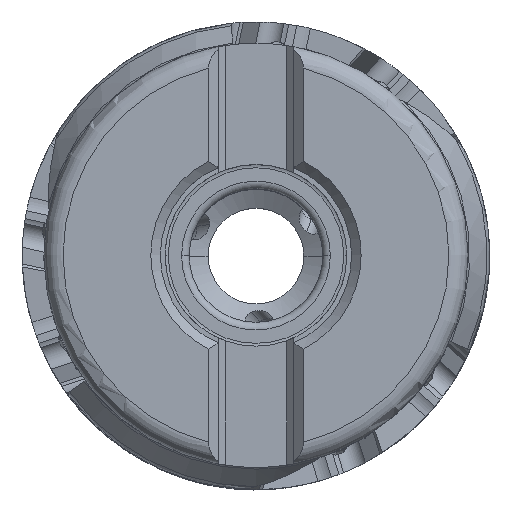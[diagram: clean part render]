
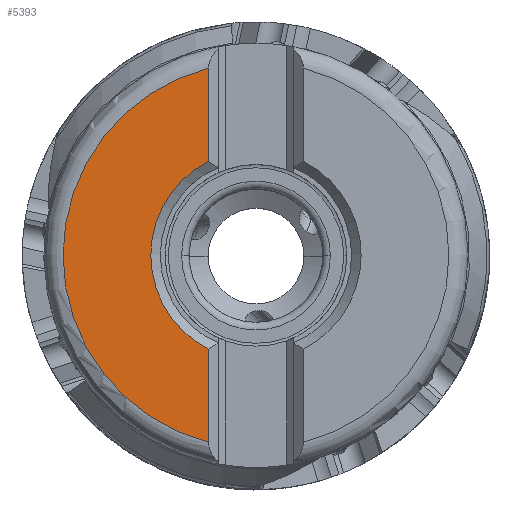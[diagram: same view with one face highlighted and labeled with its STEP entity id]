
A CAD part, top view. The second image highlights one B-rep face of the part: STEP entity #5393.
In plain terms, the highlighted planar face has unit normal (0, 0, 1).
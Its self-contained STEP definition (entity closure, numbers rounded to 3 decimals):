
#1435=PLANE('',#23975);
#3152=LINE('',#43781,#4321);
#3153=LINE('',#43783,#4322);
#4321=VECTOR('',#28528,1.);
#4322=VECTOR('',#28531,1.);
#5393=ADVANCED_FACE('',(#6589),#1435,.T.);
#6589=FACE_OUTER_BOUND('',#7818,.T.);
#7818=EDGE_LOOP('',(#12264,#12265,#12266,#12267,#12268));
#12264=ORIENTED_EDGE('',*,*,#19690,.F.);
#12265=ORIENTED_EDGE('',*,*,#19687,.T.);
#12266=ORIENTED_EDGE('',*,*,#19691,.F.);
#12267=ORIENTED_EDGE('',*,*,#19692,.T.);
#12268=ORIENTED_EDGE('',*,*,#19693,.T.);
#16724=VERTEX_POINT('',#43759);
#16725=VERTEX_POINT('',#43761);
#16726=VERTEX_POINT('',#43780);
#16727=VERTEX_POINT('',#43784);
#16728=VERTEX_POINT('',#43786);
#19687=EDGE_CURVE('',#16725,#16724,#21747,.T.);
#19690=EDGE_CURVE('',#16725,#16726,#3152,.T.);
#19691=EDGE_CURVE('',#16727,#16724,#3153,.T.);
#19692=EDGE_CURVE('',#16727,#16728,#21748,.T.);
#19693=EDGE_CURVE('',#16728,#16726,#21749,.T.);
#21747=CIRCLE('',#23970,20.225);
#21748=CIRCLE('',#23973,11.025);
#21749=CIRCLE('',#23974,11.025);
#23970=AXIS2_PLACEMENT_3D('',#43760,#28524,#28525);
#23973=AXIS2_PLACEMENT_3D('',#43785,#28532,#28533);
#23974=AXIS2_PLACEMENT_3D('',#43787,#28534,#28535);
#23975=AXIS2_PLACEMENT_3D('',#43788,#28536,#28537);
#28524=DIRECTION('',(0.,0.,1.));
#28525=DIRECTION('',(-0.246,0.969,0.));
#28528=DIRECTION('',(0.,-1.,0.));
#28531=DIRECTION('',(0.,-1.,0.));
#28532=DIRECTION('',(0.,0.,-1.));
#28533=DIRECTION('',(-0.451,-0.893,0.));
#28534=DIRECTION('',(0.,0.,-1.));
#28535=DIRECTION('',(-1.,0.,0.));
#28536=DIRECTION('',(0.,0.,1.));
#28537=DIRECTION('',(0.,-1.,0.));
#43759=CARTESIAN_POINT('',(-4.97,-19.605,0.));
#43760=CARTESIAN_POINT('',(0.,0.,0.));
#43761=CARTESIAN_POINT('',(-4.97,19.605,0.));
#43780=CARTESIAN_POINT('',(-4.97,9.841,0.));
#43781=CARTESIAN_POINT('',(-4.97,19.605,0.));
#43783=CARTESIAN_POINT('',(-4.97,-9.841,0.));
#43784=CARTESIAN_POINT('',(-4.97,-9.841,0.));
#43785=CARTESIAN_POINT('',(0.,0.,0.));
#43786=CARTESIAN_POINT('',(-11.025,0.,0.));
#43787=CARTESIAN_POINT('',(0.,0.,0.));
#43788=CARTESIAN_POINT('',(-12.597,0.,0.));
